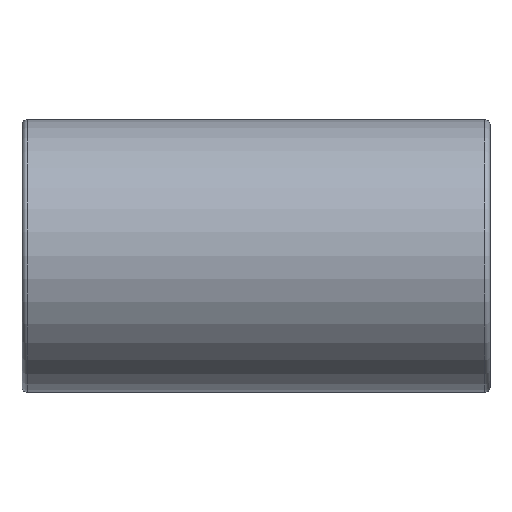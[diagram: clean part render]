
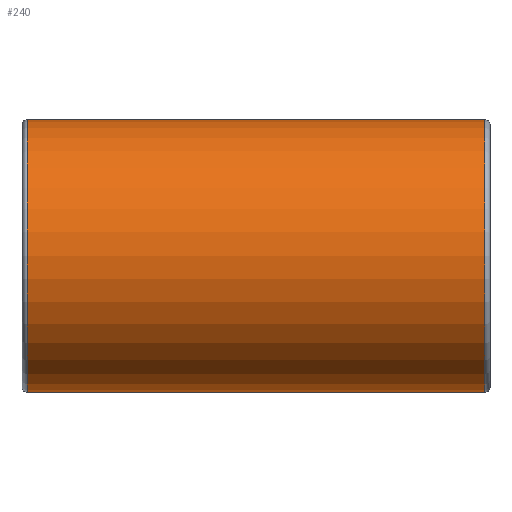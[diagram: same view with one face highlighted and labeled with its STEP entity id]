
A CAD part, top view. The second image highlights one B-rep face of the part: STEP entity #240.
In plain terms, the highlighted cylindrical face has radius 26.5 mm (diameter 53 mm), a full revolution.
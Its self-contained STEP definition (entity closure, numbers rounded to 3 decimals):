
#15=B_SPLINE_CURVE_WITH_KNOTS('',3,(#406,#407,#408,#409,#410,#411,#412,
#413,#414,#415,#416,#417,#418,#419,#420,#421,#422,#423,#424,#425,#426,#427,
#428,#429,#430,#431,#432,#433,#434,#435,#436,#437,#438,#439),
 .UNSPECIFIED.,.F.,.F.,(4,2,2,2,2,2,2,2,2,2,2,2,2,2,2,2,4),(3.484,
3.912,4.34,4.768,5.196,5.639,
6.082,6.525,6.968,7.411,7.854,
8.297,8.74,9.168,9.596,10.024,
10.452),.UNSPECIFIED.);
#16=B_SPLINE_CURVE_WITH_KNOTS('',3,(#444,#445,#446,#447,#448,#449,#450,
#451,#452,#453,#454,#455,#456,#457,#458,#459,#460,#461),.UNSPECIFIED.,.F.,
 .F.,(4,2,2,2,2,2,2,2,4),(10.452,10.88,11.308,
11.736,12.164,12.607,13.05,13.493,
13.936),.UNSPECIFIED.);
#17=B_SPLINE_CURVE_WITH_KNOTS('',3,(#462,#463,#464,#465,#466,#467,#468,
#469,#470,#471,#472,#473,#474,#475,#476,#477,#478,#479),.UNSPECIFIED.,.F.,
 .F.,(4,2,2,2,2,2,2,2,4),(0.,0.443,0.886,1.329,
1.772,2.2,2.628,3.056,3.484),
 .UNSPECIFIED.);
#39=FACE_OUTER_BOUND('',#56,.T.);
#56=EDGE_LOOP('',(#174,#175,#176,#177,#178,#179,#180,#181,#182));
#75=LINE('',#404,#84);
#76=LINE('',#441,#85);
#84=VECTOR('',#330,26.5);
#85=VECTOR('',#331,26.5);
#97=CIRCLE('',#281,26.5);
#98=CIRCLE('',#283,26.5);
#114=VERTEX_POINT('',#399);
#115=VERTEX_POINT('',#403);
#116=VERTEX_POINT('',#405);
#117=VERTEX_POINT('',#440);
#118=VERTEX_POINT('',#443);
#137=EDGE_CURVE('',#114,#114,#97,.T.);
#138=EDGE_CURVE('',#114,#115,#75,.T.);
#139=EDGE_CURVE('',#115,#116,#15,.T.);
#140=EDGE_CURVE('',#116,#117,#76,.T.);
#141=EDGE_CURVE('',#117,#117,#98,.T.);
#142=EDGE_CURVE('',#116,#118,#16,.T.);
#143=EDGE_CURVE('',#118,#115,#17,.T.);
#174=ORIENTED_EDGE('',*,*,#137,.F.);
#175=ORIENTED_EDGE('',*,*,#138,.T.);
#176=ORIENTED_EDGE('',*,*,#139,.T.);
#177=ORIENTED_EDGE('',*,*,#140,.T.);
#178=ORIENTED_EDGE('',*,*,#141,.F.);
#179=ORIENTED_EDGE('',*,*,#140,.F.);
#180=ORIENTED_EDGE('',*,*,#142,.T.);
#181=ORIENTED_EDGE('',*,*,#143,.T.);
#182=ORIENTED_EDGE('',*,*,#138,.F.);
#231=CYLINDRICAL_SURFACE('',#282,26.5);
#240=ADVANCED_FACE('',(#39),#231,.T.);
#281=AXIS2_PLACEMENT_3D('',#401,#326,#327);
#282=AXIS2_PLACEMENT_3D('',#402,#328,#329);
#283=AXIS2_PLACEMENT_3D('',#442,#332,#333);
#326=DIRECTION('center_axis',(-1.,0.,0.));
#327=DIRECTION('ref_axis',(0.,0.,-1.));
#328=DIRECTION('center_axis',(-1.,0.,0.));
#329=DIRECTION('ref_axis',(0.,0.,1.));
#330=DIRECTION('',(1.,0.,0.));
#331=DIRECTION('',(1.,0.,0.));
#332=DIRECTION('center_axis',(1.,0.,0.));
#333=DIRECTION('ref_axis',(0.,0.,-1.));
#399=CARTESIAN_POINT('',(-44.5,0.,-26.5));
#401=CARTESIAN_POINT('Origin',(-44.5,0.,0.));
#402=CARTESIAN_POINT('Origin',(0.,0.,0.));
#403=CARTESIAN_POINT('',(-21.5,0.,-26.5));
#404=CARTESIAN_POINT('',(0.,0.,-26.5));
#405=CARTESIAN_POINT('',(21.5,0.,-26.5));
#406=CARTESIAN_POINT('Ctrl Pts',(-21.5,0.,-26.5));
#407=CARTESIAN_POINT('Ctrl Pts',(-21.5,-1.427,-26.5));
#408=CARTESIAN_POINT('Ctrl Pts',(-21.356,-2.88,-26.383));
#409=CARTESIAN_POINT('Ctrl Pts',(-20.774,-5.726,-25.914));
#410=CARTESIAN_POINT('Ctrl Pts',(-20.337,-7.12,-25.563));
#411=CARTESIAN_POINT('Ctrl Pts',(-19.213,-9.754,-24.679));
#412=CARTESIAN_POINT('Ctrl Pts',(-18.526,-10.997,-24.144));
#413=CARTESIAN_POINT('Ctrl Pts',(-16.972,-13.27,-22.974));
#414=CARTESIAN_POINT('Ctrl Pts',(-16.107,-14.299,-22.339));
#415=CARTESIAN_POINT('Ctrl Pts',(-14.267,-16.139,-21.05));
#416=CARTESIAN_POINT('Ctrl Pts',(-13.218,-17.012,-20.345));
#417=CARTESIAN_POINT('Ctrl Pts',(-10.941,-18.559,-18.945));
#418=CARTESIAN_POINT('Ctrl Pts',(-9.713,-19.232,-18.25));
#419=CARTESIAN_POINT('Ctrl Pts',(-7.122,-20.335,-17.013));
#420=CARTESIAN_POINT('Ctrl Pts',(-5.758,-20.765,-16.472));
#421=CARTESIAN_POINT('Ctrl Pts',(-2.936,-21.347,-15.709));
#422=CARTESIAN_POINT('Ctrl Pts',(-1.477,-21.5,-15.492));
#423=CARTESIAN_POINT('Ctrl Pts',(1.477,-21.5,-15.492));
#424=CARTESIAN_POINT('Ctrl Pts',(2.936,-21.347,-15.709));
#425=CARTESIAN_POINT('Ctrl Pts',(5.758,-20.765,-16.472));
#426=CARTESIAN_POINT('Ctrl Pts',(7.122,-20.335,-17.013));
#427=CARTESIAN_POINT('Ctrl Pts',(9.713,-19.232,-18.25));
#428=CARTESIAN_POINT('Ctrl Pts',(10.941,-18.559,-18.945));
#429=CARTESIAN_POINT('Ctrl Pts',(13.218,-17.012,-20.345));
#430=CARTESIAN_POINT('Ctrl Pts',(14.267,-16.139,-21.05));
#431=CARTESIAN_POINT('Ctrl Pts',(16.107,-14.299,-22.339));
#432=CARTESIAN_POINT('Ctrl Pts',(16.972,-13.27,-22.974));
#433=CARTESIAN_POINT('Ctrl Pts',(18.526,-10.997,-24.144));
#434=CARTESIAN_POINT('Ctrl Pts',(19.213,-9.754,-24.679));
#435=CARTESIAN_POINT('Ctrl Pts',(20.337,-7.12,-25.563));
#436=CARTESIAN_POINT('Ctrl Pts',(20.774,-5.726,-25.914));
#437=CARTESIAN_POINT('Ctrl Pts',(21.356,-2.88,-26.383));
#438=CARTESIAN_POINT('Ctrl Pts',(21.5,-1.427,-26.5));
#439=CARTESIAN_POINT('Ctrl Pts',(21.5,0.,-26.5));
#440=CARTESIAN_POINT('',(44.5,0.,-26.5));
#441=CARTESIAN_POINT('',(0.,0.,-26.5));
#442=CARTESIAN_POINT('Origin',(44.5,0.,0.));
#443=CARTESIAN_POINT('',(0.,21.5,-15.492));
#444=CARTESIAN_POINT('Ctrl Pts',(21.5,0.,-26.5));
#445=CARTESIAN_POINT('Ctrl Pts',(21.5,1.427,-26.5));
#446=CARTESIAN_POINT('Ctrl Pts',(21.356,2.88,-26.383));
#447=CARTESIAN_POINT('Ctrl Pts',(20.774,5.726,-25.914));
#448=CARTESIAN_POINT('Ctrl Pts',(20.337,7.12,-25.563));
#449=CARTESIAN_POINT('Ctrl Pts',(19.213,9.754,-24.679));
#450=CARTESIAN_POINT('Ctrl Pts',(18.526,10.997,-24.144));
#451=CARTESIAN_POINT('Ctrl Pts',(16.972,13.27,-22.974));
#452=CARTESIAN_POINT('Ctrl Pts',(16.107,14.299,-22.339));
#453=CARTESIAN_POINT('Ctrl Pts',(14.267,16.139,-21.05));
#454=CARTESIAN_POINT('Ctrl Pts',(13.218,17.012,-20.345));
#455=CARTESIAN_POINT('Ctrl Pts',(10.941,18.559,-18.945));
#456=CARTESIAN_POINT('Ctrl Pts',(9.713,19.232,-18.25));
#457=CARTESIAN_POINT('Ctrl Pts',(7.122,20.335,-17.013));
#458=CARTESIAN_POINT('Ctrl Pts',(5.758,20.765,-16.472));
#459=CARTESIAN_POINT('Ctrl Pts',(2.936,21.347,-15.709));
#460=CARTESIAN_POINT('Ctrl Pts',(1.477,21.5,-15.492));
#461=CARTESIAN_POINT('Ctrl Pts',(0.,21.5,-15.492));
#462=CARTESIAN_POINT('Ctrl Pts',(0.,21.5,-15.492));
#463=CARTESIAN_POINT('Ctrl Pts',(-1.477,21.5,-15.492));
#464=CARTESIAN_POINT('Ctrl Pts',(-2.936,21.347,-15.709));
#465=CARTESIAN_POINT('Ctrl Pts',(-5.758,20.765,-16.472));
#466=CARTESIAN_POINT('Ctrl Pts',(-7.122,20.335,-17.013));
#467=CARTESIAN_POINT('Ctrl Pts',(-9.713,19.232,-18.25));
#468=CARTESIAN_POINT('Ctrl Pts',(-10.941,18.559,-18.945));
#469=CARTESIAN_POINT('Ctrl Pts',(-13.218,17.012,-20.345));
#470=CARTESIAN_POINT('Ctrl Pts',(-14.267,16.139,-21.05));
#471=CARTESIAN_POINT('Ctrl Pts',(-16.107,14.299,-22.339));
#472=CARTESIAN_POINT('Ctrl Pts',(-16.972,13.27,-22.974));
#473=CARTESIAN_POINT('Ctrl Pts',(-18.526,10.997,-24.144));
#474=CARTESIAN_POINT('Ctrl Pts',(-19.213,9.754,-24.679));
#475=CARTESIAN_POINT('Ctrl Pts',(-20.337,7.12,-25.563));
#476=CARTESIAN_POINT('Ctrl Pts',(-20.774,5.726,-25.914));
#477=CARTESIAN_POINT('Ctrl Pts',(-21.356,2.88,-26.383));
#478=CARTESIAN_POINT('Ctrl Pts',(-21.5,1.427,-26.5));
#479=CARTESIAN_POINT('Ctrl Pts',(-21.5,0.,-26.5));
